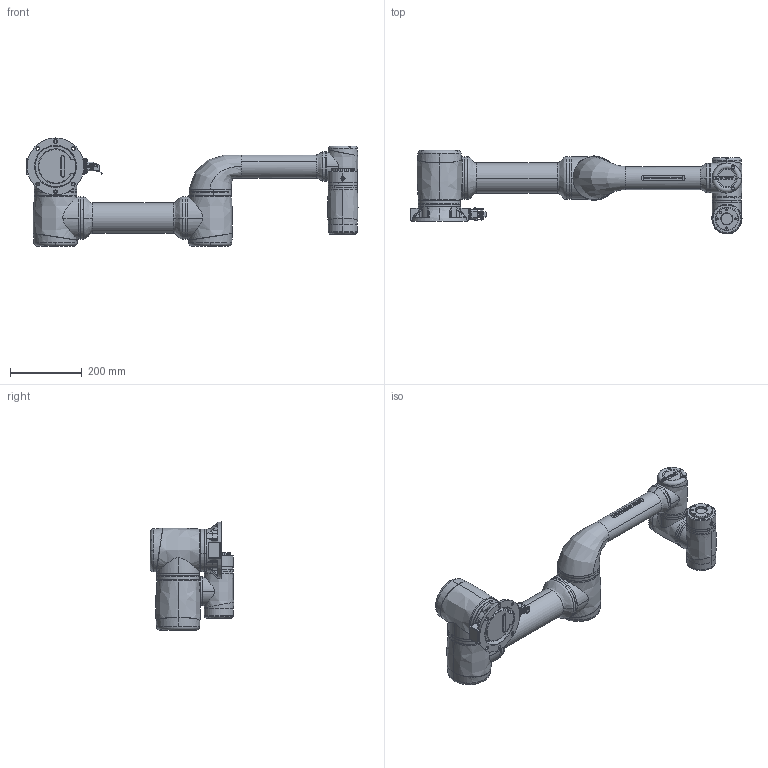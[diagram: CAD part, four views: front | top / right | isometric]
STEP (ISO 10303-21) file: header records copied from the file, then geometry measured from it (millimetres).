
FILE_DESCRIPTION (( 'STEP AP214' ), '1' );
FILE_NAME ('Zu 5.STEP', '2023-10-13T08:52:40', ( '' ), ( '' ), 'SwSTEP 2.0', 'SolidWorks 2016', '' );
FILE_SCHEMA (( 'AUTOMOTIVE_DESIGN' ));
Length unit declared in the file: millimetre
Products named in the file (8): Zu 5 00; Zu 5 05; Zu 5 01; Zu 5 02; Zu 5 04; Zu 5 03; Zu 5 06; Zu 5
Assembly tree (7 placements, depth 2):
  Zu 5
    Zu 5 00
    Zu 5 01
    Zu 5 02
    Zu 5 03
    Zu 5 04
    Zu 5 05
    Zu 5 06
Bounding box: 922.68 x 232.47 x 300.65 mm (x, y, z)
Volume: 11761833.8 mm3; surface area: 752556.2 mm2
Topology: 13 solids, 17 shells, 2035 faces, 5292 edges, 3419 vertices
Faces by surface type: plane 1082, cylinder 457, bspline 354, torus 80, cone 59, sphere 3
Entity records: 101515 total; most frequent: CARTESIAN_POINT 43206, ORIENTED_EDGE 10453, DIRECTION 8621, EDGE_CURVE 5274, VERTEX_POINT 3419, VECTOR 3169, LINE 3169, AXIS2_PLACEMENT_3D 2726
